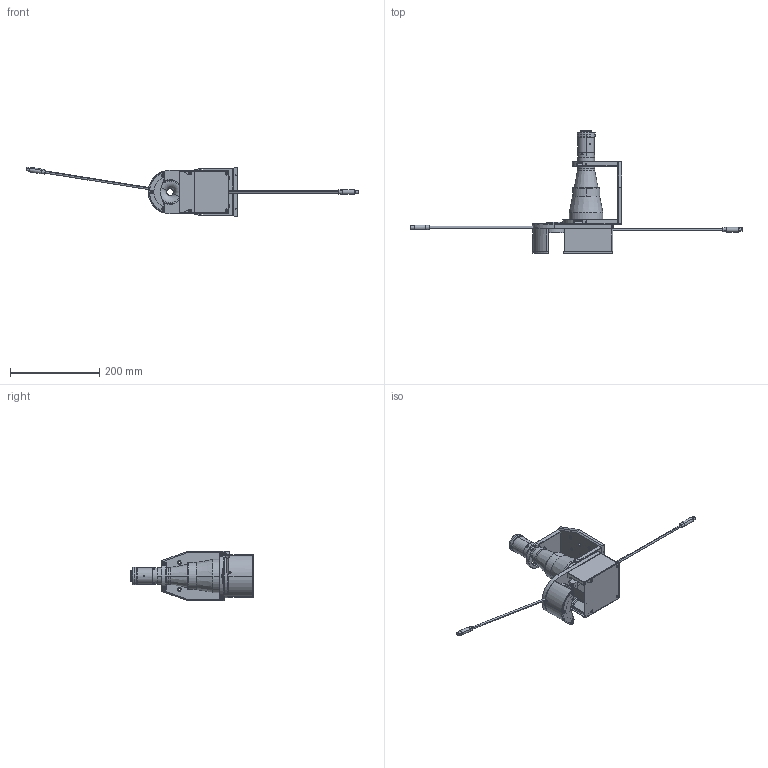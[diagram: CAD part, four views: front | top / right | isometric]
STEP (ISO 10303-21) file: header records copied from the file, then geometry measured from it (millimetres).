
FILE_DESCRIPTION (( 'STEP AP203' ), '1' );
FILE_NAME ('DP30064_TCCAGE3MHR048HP-C.step', '2020-06-26T14:44:11', ( '' ), ( '' ), 'SwSTEP 2.0', 'SolidWorks 2020', '' );
FILE_SCHEMA (( 'CONFIG_CONTROL_DESIGN' ));
Length unit declared in the file: millimetre
Products named in the file (1): DP30064_TCCAGE3MHR048HP-C
Bounding box: 744.77 x 274.2 x 111.05 mm (x, y, z)
Surface area: 249663.1 mm2 (no closed solid volume)
Topology: 0 solids, 95 shells, 722 faces, 2581 edges, 1933 vertices
Faces by surface type: plane 333, cylinder 266, cone 67, torus 50, sphere 6
Entity records: 28799 total; most frequent: CARTESIAN_POINT 6281, DIRECTION 4952, ORIENTED_EDGE 3790, EDGE_CURVE 2571, VERTEX_POINT 1933, AXIS2_PLACEMENT_3D 1766, VECTOR 1420, LINE 1420
